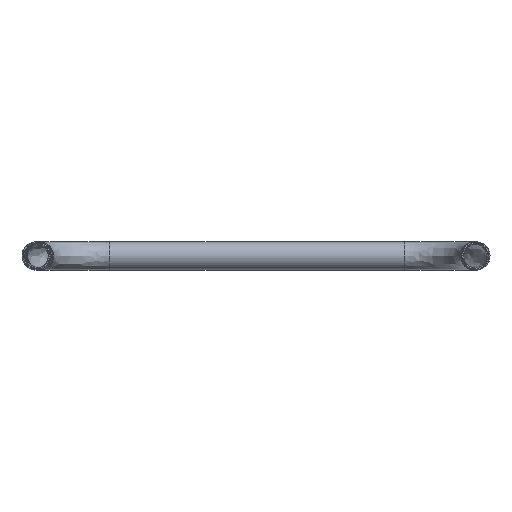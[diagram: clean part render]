
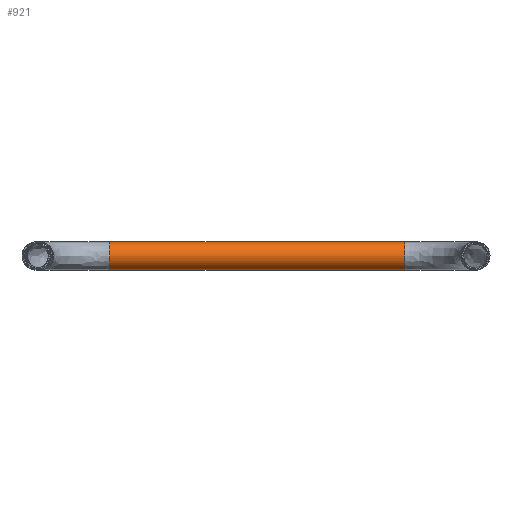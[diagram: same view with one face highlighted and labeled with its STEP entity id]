
A CAD part, left-side view. The second image highlights one B-rep face of the part: STEP entity #921.
In plain terms, the highlighted free-form (B-spline) face has degree [3, 1] with [4, 2] control points.
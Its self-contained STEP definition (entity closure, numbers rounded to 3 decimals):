
#76 = EDGE_CURVE ( 'NONE', #2581, #238, #612, .T. ) ;
#117 = CARTESIAN_POINT ( 'NONE',  ( 701.702, -125.924, 24.15 ) ) ;
#127 = CARTESIAN_POINT ( 'NONE',  ( 701.702, -628.846, 24.15 ) ) ;
#149 = FACE_OUTER_BOUND ( 'NONE', #2493, .T. ) ;
#171 = VECTOR ( 'NONE', #223, 1000. ) ;
#223 = DIRECTION ( 'NONE',  ( 0., -1., 0. ) ) ;
#231 = CARTESIAN_POINT ( 'NONE',  ( 750., -125.502, 24.15 ) ) ;
#238 = VERTEX_POINT ( 'NONE', #1611 ) ;
#309 = CARTESIAN_POINT ( 'NONE',  ( 701.702, -125.924, -24.15 ) ) ;
#349 = CARTESIAN_POINT ( 'NONE',  ( 701.702, -628.846, -24.15 ) ) ;
#376 = CARTESIAN_POINT ( 'NONE',  ( 750., -125.502, -24.15 ) ) ;
#390 = CARTESIAN_POINT ( 'NONE',  ( 750., -628.425, -24.15 ) ) ;
#498 = CARTESIAN_POINT ( 'NONE',  ( 750., -125.502, 0. ) ) ;
#501 = DIRECTION ( 'NONE',  ( 0.009, -1., 0. ) ) ;
#504 = DIRECTION ( 'NONE',  ( 0., 0., -1. ) ) ;
#612 = CIRCLE ( 'NONE', #2045, 24.15 ) ;
#661 = ORIENTED_EDGE ( 'NONE', *, *, #2436, .F. ) ;
#778 = CARTESIAN_POINT ( 'NONE',  ( 750., -125.502, 24.15 ) ) ;
#784 = DIRECTION ( 'NONE',  ( 0., -1., 0. ) ) ;
#921 = ADVANCED_FACE ( 'NONE', ( #149 ), #2459, .T. ) ;
#951 = CARTESIAN_POINT ( 'NONE',  ( 750., -125.502, -24.15 ) ) ;
#1066 = DIRECTION ( 'NONE',  ( 0., 0., -1. ) ) ;
#1077 = DIRECTION ( 'NONE',  ( 0.009, -1., 0. ) ) ;
#1080 = CARTESIAN_POINT ( 'NONE',  ( 750., -628.425, 0. ) ) ;
#1105 = CARTESIAN_POINT ( 'NONE',  ( 750., -628.425, 24.15 ) ) ;
#1230 = ORIENTED_EDGE ( 'NONE', *, *, #2180, .F. ) ;
#1302 = CARTESIAN_POINT ( 'NONE',  ( 750., -628.425, -24.15 ) ) ;
#1437 = ORIENTED_EDGE ( 'NONE', *, *, #76, .T. ) ;
#1564 = VECTOR ( 'NONE', #784, 1000. ) ;
#1611 = CARTESIAN_POINT ( 'NONE',  ( 750., -125.502, -24.15 ) ) ;
#1739 = VERTEX_POINT ( 'NONE', #1105 ) ;
#1743 = ORIENTED_EDGE ( 'NONE', *, *, #2555, .T. ) ;
#1831 = CARTESIAN_POINT ( 'NONE',  ( 750., -628.425, 24.15 ) ) ;
#2045 = AXIS2_PLACEMENT_3D ( 'NONE', #498, #501, #504 ) ;
#2180 = EDGE_CURVE ( 'NONE', #2581, #1739, #2557, .T. ) ;
#2286 = AXIS2_PLACEMENT_3D ( 'NONE', #1080, #1077, #1066 ) ;
#2436 = EDGE_CURVE ( 'NONE', #1739, #3067, #2820, .T. ) ;
#2459 =( BOUNDED_SURFACE ( )  B_SPLINE_SURFACE ( 3, 1, ( 
 ( #3106, #1831 ),
 ( #117, #127 ),
 ( #309, #349 ),
 ( #376, #390 ) ),
 .UNSPECIFIED., .F., .F., .T. ) 
 B_SPLINE_SURFACE_WITH_KNOTS ( ( 4, 4 ),
 ( 2, 2 ),
 ( 0., 1. ),
 ( 0., 1. ),
 .UNSPECIFIED. ) 
 GEOMETRIC_REPRESENTATION_ITEM ( )  RATIONAL_B_SPLINE_SURFACE ( (
 ( 1., 1.),
 ( 0.333, 0.333),
 ( 0.333, 0.333),
 ( 1., 1.) ) ) 
 REPRESENTATION_ITEM ( '' )  SURFACE ( )  );
#2493 = EDGE_LOOP ( 'NONE', ( #1230, #1437, #1743, #661 ) ) ;
#2555 = EDGE_CURVE ( 'NONE', #238, #3067, #2797, .T. ) ;
#2557 = LINE ( 'NONE', #231, #171 ) ;
#2581 = VERTEX_POINT ( 'NONE', #778 ) ;
#2797 = LINE ( 'NONE', #951, #1564 ) ;
#2820 = CIRCLE ( 'NONE', #2286, 24.15 ) ;
#3067 = VERTEX_POINT ( 'NONE', #1302 ) ;
#3106 = CARTESIAN_POINT ( 'NONE',  ( 750., -125.502, 24.15 ) ) ;
